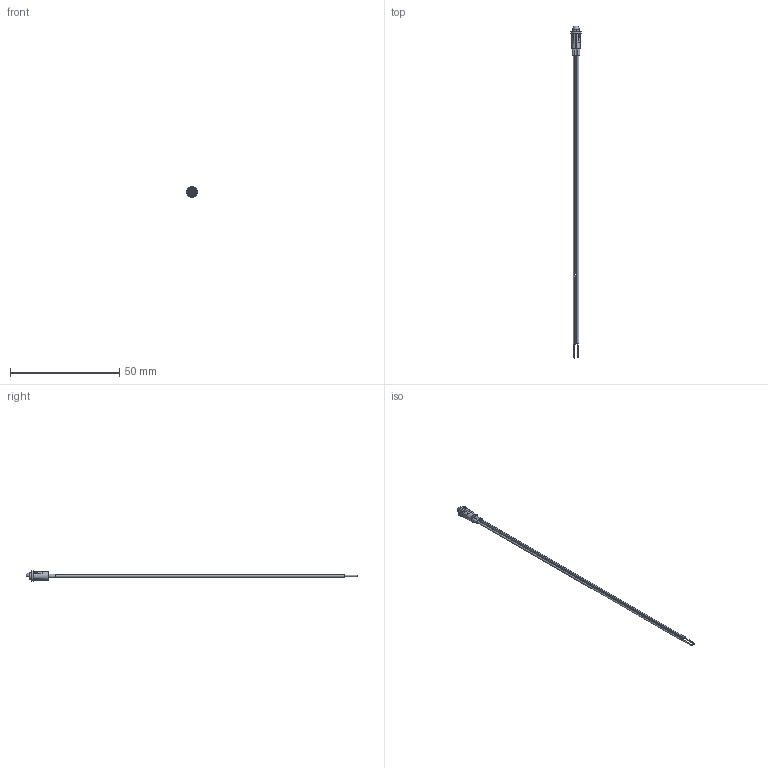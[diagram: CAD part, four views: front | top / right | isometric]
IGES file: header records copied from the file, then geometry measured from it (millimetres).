
Start section: SolidWorks IGES file using analytic representation for surfaces
Global section: file name: 5110 Series.IGS; native system: SolidWorks 2016; preprocessor: SolidWorks 2016; author: tstoltenburg; date: 171027.135602; units: inch
Bounding box: 4.83 x 151.65 x 4.83 mm (x, y, z)
Surface area: 1284.6 mm2 (no closed solid volume)
Topology: 0 solids, 0 shells, 144 faces, 1344 edges, 1343 vertices
Faces by surface type: bspline 81, revolution 63
